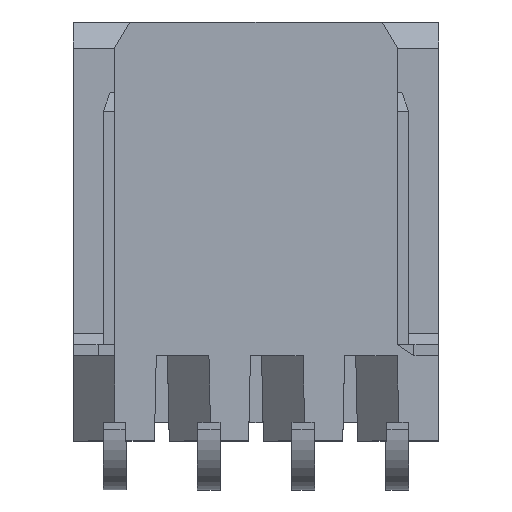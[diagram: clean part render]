
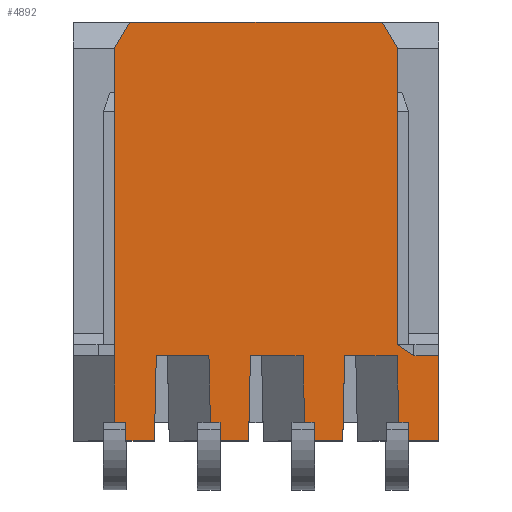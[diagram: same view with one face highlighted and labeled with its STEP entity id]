
A CAD part, top view. The second image highlights one B-rep face of the part: STEP entity #4892.
In plain terms, the highlighted face is planar.
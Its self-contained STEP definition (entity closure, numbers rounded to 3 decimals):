
#84=ORIENTED_EDGE('',*,*,#1108,.F.);
#85=ORIENTED_EDGE('',*,*,#1109,.F.);
#86=ORIENTED_EDGE('',*,*,#1110,.F.);
#87=ORIENTED_EDGE('',*,*,#1111,.F.);
#88=ORIENTED_EDGE('',*,*,#1112,.F.);
#89=ORIENTED_EDGE('',*,*,#1113,.F.);
#90=ORIENTED_EDGE('',*,*,#1114,.T.);
#91=ORIENTED_EDGE('',*,*,#1115,.F.);
#92=ORIENTED_EDGE('',*,*,#1116,.F.);
#93=ORIENTED_EDGE('',*,*,#1117,.T.);
#94=ORIENTED_EDGE('',*,*,#1118,.F.);
#95=ORIENTED_EDGE('',*,*,#1119,.F.);
#96=ORIENTED_EDGE('',*,*,#1120,.T.);
#97=ORIENTED_EDGE('',*,*,#1121,.F.);
#98=ORIENTED_EDGE('',*,*,#1122,.F.);
#99=ORIENTED_EDGE('',*,*,#1123,.T.);
#100=ORIENTED_EDGE('',*,*,#1124,.F.);
#101=ORIENTED_EDGE('',*,*,#1125,.F.);
#102=ORIENTED_EDGE('',*,*,#1126,.T.);
#103=ORIENTED_EDGE('',*,*,#1127,.F.);
#104=ORIENTED_EDGE('',*,*,#1128,.F.);
#105=ORIENTED_EDGE('',*,*,#1097,.T.);
#106=ORIENTED_EDGE('',*,*,#1129,.F.);
#107=ORIENTED_EDGE('',*,*,#1130,.F.);
#108=ORIENTED_EDGE('',*,*,#1131,.T.);
#109=ORIENTED_EDGE('',*,*,#1132,.T.);
#110=ORIENTED_EDGE('',*,*,#1133,.T.);
#111=ORIENTED_EDGE('',*,*,#1134,.F.);
#112=ORIENTED_EDGE('',*,*,#1135,.F.);
#113=ORIENTED_EDGE('',*,*,#1136,.F.);
#1097=EDGE_CURVE('',#1608,#1613,#1944,.T.);
#1108=EDGE_CURVE('',#1620,#1621,#1955,.T.);
#1109=EDGE_CURVE('',#1622,#1620,#1956,.T.);
#1110=EDGE_CURVE('',#1623,#1622,#1957,.T.);
#1111=EDGE_CURVE('',#1624,#1623,#1958,.T.);
#1112=EDGE_CURVE('',#1625,#1624,#1959,.T.);
#1113=EDGE_CURVE('',#1626,#1625,#1960,.T.);
#1114=EDGE_CURVE('',#1626,#1627,#1961,.T.);
#1115=EDGE_CURVE('',#1628,#1627,#1962,.T.);
#1116=EDGE_CURVE('',#1629,#1628,#1963,.T.);
#1117=EDGE_CURVE('',#1629,#1630,#1964,.T.);
#1118=EDGE_CURVE('',#1631,#1630,#1965,.T.);
#1119=EDGE_CURVE('',#1632,#1631,#1966,.T.);
#1120=EDGE_CURVE('',#1632,#1633,#1967,.T.);
#1121=EDGE_CURVE('',#1634,#1633,#1968,.T.);
#1122=EDGE_CURVE('',#1635,#1634,#1969,.T.);
#1123=EDGE_CURVE('',#1635,#1636,#1970,.T.);
#1124=EDGE_CURVE('',#1637,#1636,#1971,.T.);
#1125=EDGE_CURVE('',#1638,#1637,#1972,.T.);
#1126=EDGE_CURVE('',#1638,#1639,#1973,.T.);
#1127=EDGE_CURVE('',#1640,#1639,#1974,.T.);
#1128=EDGE_CURVE('',#1608,#1640,#1975,.T.);
#1129=EDGE_CURVE('',#1641,#1613,#1976,.T.);
#1130=EDGE_CURVE('',#1642,#1641,#1977,.T.);
#1131=EDGE_CURVE('',#1642,#1643,#1978,.T.);
#1132=EDGE_CURVE('',#1643,#1644,#1979,.T.);
#1133=EDGE_CURVE('',#1644,#1645,#1980,.T.);
#1134=EDGE_CURVE('',#1646,#1645,#1981,.T.);
#1135=EDGE_CURVE('',#1647,#1646,#1982,.T.);
#1136=EDGE_CURVE('',#1621,#1647,#1983,.T.);
#1608=VERTEX_POINT('',#6250);
#1613=VERTEX_POINT('',#6259);
#1620=VERTEX_POINT('',#6283);
#1621=VERTEX_POINT('',#6284);
#1622=VERTEX_POINT('',#6286);
#1623=VERTEX_POINT('',#6288);
#1624=VERTEX_POINT('',#6290);
#1625=VERTEX_POINT('',#6292);
#1626=VERTEX_POINT('',#6294);
#1627=VERTEX_POINT('',#6296);
#1628=VERTEX_POINT('',#6298);
#1629=VERTEX_POINT('',#6300);
#1630=VERTEX_POINT('',#6302);
#1631=VERTEX_POINT('',#6304);
#1632=VERTEX_POINT('',#6306);
#1633=VERTEX_POINT('',#6308);
#1634=VERTEX_POINT('',#6310);
#1635=VERTEX_POINT('',#6312);
#1636=VERTEX_POINT('',#6314);
#1637=VERTEX_POINT('',#6316);
#1638=VERTEX_POINT('',#6318);
#1639=VERTEX_POINT('',#6320);
#1640=VERTEX_POINT('',#6322);
#1641=VERTEX_POINT('',#6325);
#1642=VERTEX_POINT('',#6327);
#1643=VERTEX_POINT('',#6329);
#1644=VERTEX_POINT('',#6331);
#1645=VERTEX_POINT('',#6333);
#1646=VERTEX_POINT('',#6335);
#1647=VERTEX_POINT('',#6337);
#1944=LINE('',#6260,#2442);
#1955=LINE('',#6282,#2453);
#1956=LINE('',#6285,#2454);
#1957=LINE('',#6287,#2455);
#1958=LINE('',#6289,#2456);
#1959=LINE('',#6291,#2457);
#1960=LINE('',#6293,#2458);
#1961=LINE('',#6295,#2459);
#1962=LINE('',#6297,#2460);
#1963=LINE('',#6299,#2461);
#1964=LINE('',#6301,#2462);
#1965=LINE('',#6303,#2463);
#1966=LINE('',#6305,#2464);
#1967=LINE('',#6307,#2465);
#1968=LINE('',#6309,#2466);
#1969=LINE('',#6311,#2467);
#1970=LINE('',#6313,#2468);
#1971=LINE('',#6315,#2469);
#1972=LINE('',#6317,#2470);
#1973=LINE('',#6319,#2471);
#1974=LINE('',#6321,#2472);
#1975=LINE('',#6323,#2473);
#1976=LINE('',#6324,#2474);
#1977=LINE('',#6326,#2475);
#1978=LINE('',#6328,#2476);
#1979=LINE('',#6330,#2477);
#1980=LINE('',#6332,#2478);
#1981=LINE('',#6334,#2479);
#1982=LINE('',#6336,#2480);
#1983=LINE('',#6338,#2481);
#2442=VECTOR('',#5322,1000.);
#2453=VECTOR('',#5343,1000.);
#2454=VECTOR('',#5344,1000.);
#2455=VECTOR('',#5345,1000.);
#2456=VECTOR('',#5346,1000.);
#2457=VECTOR('',#5347,1000.);
#2458=VECTOR('',#5348,1000.);
#2459=VECTOR('',#5349,1000.);
#2460=VECTOR('',#5350,1000.);
#2461=VECTOR('',#5351,1000.);
#2462=VECTOR('',#5352,1000.);
#2463=VECTOR('',#5353,1000.);
#2464=VECTOR('',#5354,1000.);
#2465=VECTOR('',#5355,1000.);
#2466=VECTOR('',#5356,1000.);
#2467=VECTOR('',#5357,1000.);
#2468=VECTOR('',#5358,1000.);
#2469=VECTOR('',#5359,1000.);
#2470=VECTOR('',#5360,1000.);
#2471=VECTOR('',#5361,1000.);
#2472=VECTOR('',#5362,1000.);
#2473=VECTOR('',#5363,1000.);
#2474=VECTOR('',#5364,1000.);
#2475=VECTOR('',#5365,1000.);
#2476=VECTOR('',#5366,1000.);
#2477=VECTOR('',#5367,1000.);
#2478=VECTOR('',#5368,1000.);
#2479=VECTOR('',#5369,1000.);
#2480=VECTOR('',#5370,1000.);
#2481=VECTOR('',#5371,1000.);
#2934=EDGE_LOOP('',(#84,#85,#86,#87,#88,#89,#90,#91,#92,#93,#94,#95,#96,
#97,#98,#99,#100,#101,#102,#103,#104,#105,#106,#107,#108,#109,#110,#111,
#112,#113));
#3137=FACE_BOUND('',#2934,.T.);
#3340=PLANE('',#5094);
#4892=ADVANCED_FACE('',(#3137),#3340,.T.);
#5094=AXIS2_PLACEMENT_3D('',#6281,#5341,#5342);
#5322=DIRECTION('',(0.022,0.,-1.));
#5341=DIRECTION('',(0.,-1.,0.));
#5342=DIRECTION('',(-1.,0.,0.));
#5343=DIRECTION('',(1.,0.,0.));
#5344=DIRECTION('',(0.5,0.,0.866));
#5345=DIRECTION('',(0.,0.,1.));
#5346=DIRECTION('',(0.,0.,1.));
#5347=DIRECTION('',(-1.,0.,0.));
#5348=DIRECTION('',(0.,0.,1.));
#5349=DIRECTION('',(1.,0.,0.));
#5350=DIRECTION('',(-0.022,0.,-1.));
#5351=DIRECTION('',(-1.,0.,0.));
#5352=DIRECTION('',(0.022,0.,-1.));
#5353=DIRECTION('',(-1.,0.,0.));
#5354=DIRECTION('',(0.,0.,1.));
#5355=DIRECTION('',(1.,0.,0.));
#5356=DIRECTION('',(-0.022,0.,-1.));
#5357=DIRECTION('',(-1.,0.,0.));
#5358=DIRECTION('',(0.022,0.,-1.));
#5359=DIRECTION('',(-1.,0.,0.));
#5360=DIRECTION('',(0.,0.,1.));
#5361=DIRECTION('',(1.,0.,0.));
#5362=DIRECTION('',(-0.022,0.,-1.));
#5363=DIRECTION('',(-1.,0.,0.));
#5364=DIRECTION('',(-1.,0.,0.));
#5365=DIRECTION('',(0.,0.,1.));
#5366=DIRECTION('',(1.,0.,0.));
#5367=DIRECTION('',(0.,0.,1.));
#5368=DIRECTION('',(-1.,0.,0.));
#5369=DIRECTION('',(0.832,0.,-0.555));
#5370=DIRECTION('',(0.,0.,-1.));
#5371=DIRECTION('',(0.5,0.,-0.866));
#6250=CARTESIAN_POINT('',(-1.12,0.,2.3));
#6259=CARTESIAN_POINT('',(-1.081,0.,0.5));
#6260=CARTESIAN_POINT('',(-1.07,0.,0.));
#6281=CARTESIAN_POINT('',(-2.54,0.,0.));
#6282=CARTESIAN_POINT('',(-12.4,0.,11.3));
#6283=CARTESIAN_POINT('',(-8.336,0.,11.3));
#6284=CARTESIAN_POINT('',(-1.524,0.,11.3));
#6285=CARTESIAN_POINT('',(-14.86,0.,0.));
#6286=CARTESIAN_POINT('',(-8.74,0.,10.6));
#6287=CARTESIAN_POINT('',(-8.74,0.,0.));
#6288=CARTESIAN_POINT('',(-8.74,0.,2.3));
#6289=CARTESIAN_POINT('',(-8.74,0.,1.3));
#6290=CARTESIAN_POINT('',(-8.74,0.,0.5));
#6291=CARTESIAN_POINT('',(-9.86,0.,0.5));
#6292=CARTESIAN_POINT('',(-8.44,0.,0.5));
#6293=CARTESIAN_POINT('',(-8.44,0.,0.));
#6294=CARTESIAN_POINT('',(-8.44,0.,0.));
#6295=CARTESIAN_POINT('',(-9.86,0.,0.));
#6296=CARTESIAN_POINT('',(-7.67,0.,0.));
#6297=CARTESIAN_POINT('',(-7.67,0.,0.));
#6298=CARTESIAN_POINT('',(-7.62,0.,2.3));
#6299=CARTESIAN_POINT('',(-9.86,0.,2.3));
#6300=CARTESIAN_POINT('',(-6.2,0.,2.3));
#6301=CARTESIAN_POINT('',(-6.175,0.,1.174));
#6302=CARTESIAN_POINT('',(-6.161,0.,0.5));
#6303=CARTESIAN_POINT('',(-12.4,0.,0.5));
#6304=CARTESIAN_POINT('',(-5.9,0.,0.5));
#6305=CARTESIAN_POINT('',(-5.9,0.,0.));
#6306=CARTESIAN_POINT('',(-5.9,0.,0.));
#6307=CARTESIAN_POINT('',(-12.4,0.,0.));
#6308=CARTESIAN_POINT('',(-5.13,0.,0.));
#6309=CARTESIAN_POINT('',(-5.13,0.,0.));
#6310=CARTESIAN_POINT('',(-5.08,0.,2.3));
#6311=CARTESIAN_POINT('',(-7.32,0.,2.3));
#6312=CARTESIAN_POINT('',(-3.66,0.,2.3));
#6313=CARTESIAN_POINT('',(-3.635,0.,1.174));
#6314=CARTESIAN_POINT('',(-3.621,0.,0.5));
#6315=CARTESIAN_POINT('',(-9.86,0.,0.5));
#6316=CARTESIAN_POINT('',(-3.36,0.,0.5));
#6317=CARTESIAN_POINT('',(-3.36,0.,0.));
#6318=CARTESIAN_POINT('',(-3.36,0.,0.));
#6319=CARTESIAN_POINT('',(-9.86,0.,0.));
#6320=CARTESIAN_POINT('',(-2.59,0.,0.));
#6321=CARTESIAN_POINT('',(-2.59,0.,0.));
#6322=CARTESIAN_POINT('',(-2.54,0.,2.3));
#6323=CARTESIAN_POINT('',(-9.86,0.,2.3));
#6324=CARTESIAN_POINT('',(-9.86,0.,0.5));
#6325=CARTESIAN_POINT('',(-0.82,0.,0.5));
#6326=CARTESIAN_POINT('',(-0.82,0.,0.));
#6327=CARTESIAN_POINT('',(-0.82,0.,0.));
#6328=CARTESIAN_POINT('',(-9.86,0.,0.));
#6329=CARTESIAN_POINT('',(0.,0.,0.));
#6330=CARTESIAN_POINT('',(0.,0.,0.));
#6331=CARTESIAN_POINT('',(0.,0.,2.3));
#6332=CARTESIAN_POINT('',(-9.86,0.,2.3));
#6333=CARTESIAN_POINT('',(-0.67,0.,2.3));
#6334=CARTESIAN_POINT('',(-1.12,0.,2.6));
#6335=CARTESIAN_POINT('',(-1.12,0.,2.6));
#6336=CARTESIAN_POINT('',(-1.12,0.,0.));
#6337=CARTESIAN_POINT('',(-1.12,0.,10.6));
#6338=CARTESIAN_POINT('',(5.,0.,0.));
